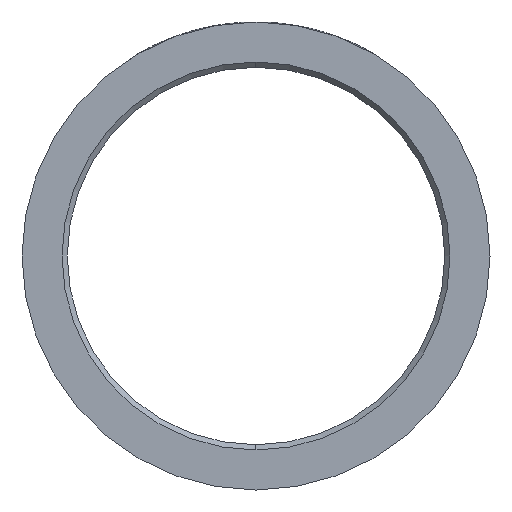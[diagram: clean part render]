
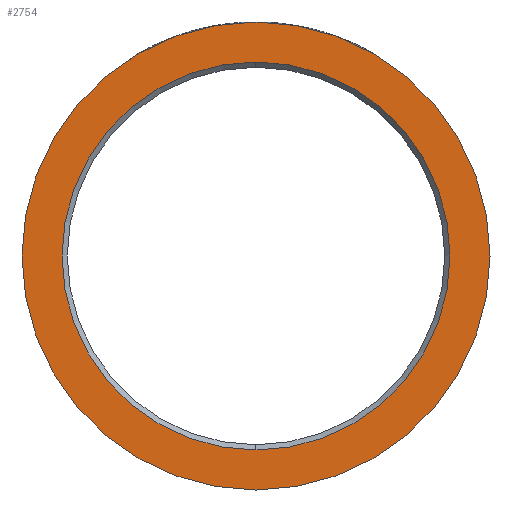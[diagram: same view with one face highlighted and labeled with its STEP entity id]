
A CAD part, left-side view. The second image highlights one B-rep face of the part: STEP entity #2754.
In plain terms, the highlighted planar face has unit normal (-1, 0, 0).
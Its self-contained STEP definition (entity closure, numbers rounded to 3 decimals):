
#2 = DIRECTION ( 'NONE',  ( 0., 0., 1. ) ) ;
#700 = CIRCLE ( 'NONE', #2357, 13.45 ) ;
#1081 = DIRECTION ( 'NONE',  ( 0., 0., -1. ) ) ;
#1423 = EDGE_CURVE ( 'NONE', #11293, #1982, #700, .T. ) ;
#1503 = AXIS2_PLACEMENT_3D ( 'NONE', #9093, #9033, #1081 ) ;
#1625 = DIRECTION ( 'NONE',  ( 0., 0., 1. ) ) ;
#1982 = VERTEX_POINT ( 'NONE', #5442 ) ;
#2057 = ORIENTED_EDGE ( 'NONE', *, *, #13848, .T. ) ;
#2357 = AXIS2_PLACEMENT_3D ( 'NONE', #10175, #4848, #5021 ) ;
#2390 = FACE_OUTER_BOUND ( 'NONE', #9450, .T. ) ;
#2754 = ADVANCED_FACE ( 'NONE', ( #10061, #2390 ), #3104, .T. ) ;
#2823 = CARTESIAN_POINT ( 'NONE',  ( -55., 0., 0. ) ) ;
#3022 = EDGE_LOOP ( 'NONE', ( #6776, #2057 ) ) ;
#3104 = PLANE ( 'NONE',  #15647 ) ;
#4014 = DIRECTION ( 'NONE',  ( 1., 0., 0. ) ) ;
#4764 = CARTESIAN_POINT ( 'NONE',  ( -55., 0., -13.45 ) ) ;
#4848 = DIRECTION ( 'NONE',  ( 1., 0., 0. ) ) ;
#5021 = DIRECTION ( 'NONE',  ( 0., 0., -1. ) ) ;
#5442 = CARTESIAN_POINT ( 'NONE',  ( -55., 0., 13.45 ) ) ;
#5722 = CIRCLE ( 'NONE', #1503, 13.45 ) ;
#5808 = CIRCLE ( 'NONE', #12548, 11.15 ) ;
#6365 = CARTESIAN_POINT ( 'NONE',  ( -55., 0., -11.15 ) ) ;
#6776 = ORIENTED_EDGE ( 'NONE', *, *, #9423, .T. ) ;
#6953 = CARTESIAN_POINT ( 'NONE',  ( -55., 13.45, 0. ) ) ;
#7557 = ORIENTED_EDGE ( 'NONE', *, *, #1423, .F. ) ;
#7753 = CARTESIAN_POINT ( 'NONE',  ( -55., 0., 11.15 ) ) ;
#8378 = AXIS2_PLACEMENT_3D ( 'NONE', #2823, #12108, #14476 ) ;
#9033 = DIRECTION ( 'NONE',  ( 1., 0., 0. ) ) ;
#9093 = CARTESIAN_POINT ( 'NONE',  ( -55., 0., 0. ) ) ;
#9423 = EDGE_CURVE ( 'NONE', #13234, #9872, #5808, .T. ) ;
#9450 = EDGE_LOOP ( 'NONE', ( #7557, #9694 ) ) ;
#9562 = DIRECTION ( 'NONE',  ( -1., 0., 0. ) ) ;
#9694 = ORIENTED_EDGE ( 'NONE', *, *, #15816, .F. ) ;
#9872 = VERTEX_POINT ( 'NONE', #6365 ) ;
#10061 = FACE_BOUND ( 'NONE', #3022, .T. ) ;
#10175 = CARTESIAN_POINT ( 'NONE',  ( -55., 0., 0. ) ) ;
#11293 = VERTEX_POINT ( 'NONE', #4764 ) ;
#12108 = DIRECTION ( 'NONE',  ( 1., 0., 0. ) ) ;
#12548 = AXIS2_PLACEMENT_3D ( 'NONE', #15930, #4014, #2 ) ;
#12869 = CIRCLE ( 'NONE', #8378, 11.15 ) ;
#13234 = VERTEX_POINT ( 'NONE', #7753 ) ;
#13848 = EDGE_CURVE ( 'NONE', #9872, #13234, #12869, .T. ) ;
#14476 = DIRECTION ( 'NONE',  ( 0., 0., 1. ) ) ;
#15647 = AXIS2_PLACEMENT_3D ( 'NONE', #6953, #9562, #1625 ) ;
#15816 = EDGE_CURVE ( 'NONE', #1982, #11293, #5722, .T. ) ;
#15930 = CARTESIAN_POINT ( 'NONE',  ( -55., 0., 0. ) ) ;
